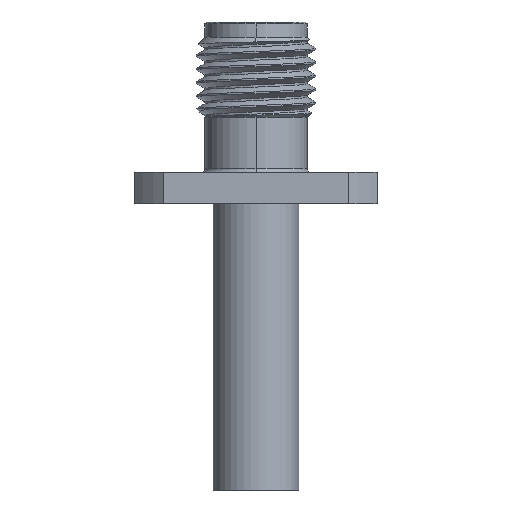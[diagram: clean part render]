
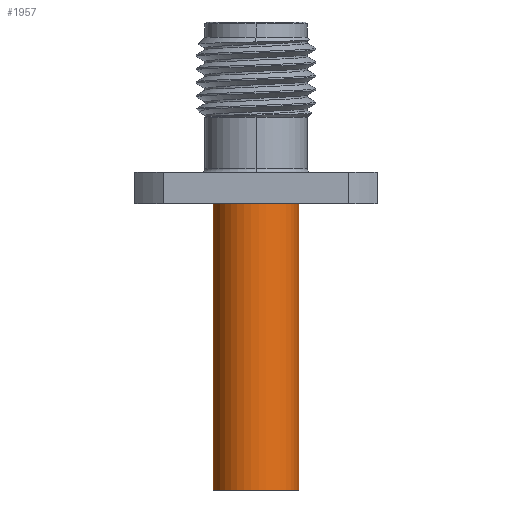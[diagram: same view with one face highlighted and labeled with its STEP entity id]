
A CAD part, left-side view. The second image highlights one B-rep face of the part: STEP entity #1957.
In plain terms, the highlighted cylindrical face has radius 2.25 mm (diameter 4.5 mm), a partial arc.
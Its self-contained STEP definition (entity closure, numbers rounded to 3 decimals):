
#46 = DIRECTION ( 'NONE',  ( -0.063, 0.998, 0. ) ) ;
#81 = CARTESIAN_POINT ( 'NONE',  ( 0., 0., -24.53 ) ) ;
#105 = VECTOR ( 'NONE', #868, 1000. ) ;
#265 = DIRECTION ( 'NONE',  ( 0., 0., -1. ) ) ;
#345 = AXIS2_PLACEMENT_3D ( 'NONE', #364, #1045, #2952 ) ;
#352 = CIRCLE ( 'NONE', #1967, 2.25 ) ;
#364 = CARTESIAN_POINT ( 'NONE',  ( 0., 0., -24.53 ) ) ;
#475 = CARTESIAN_POINT ( 'NONE',  ( -0.141, 2.246, -24.53 ) ) ;
#554 = EDGE_CURVE ( 'NONE', #1203, #2004, #1791, .T. ) ;
#721 = CARTESIAN_POINT ( 'NONE',  ( 0.141, -2.246, -24.53 ) ) ;
#868 = DIRECTION ( 'NONE',  ( 0., 0., 1. ) ) ;
#954 = LINE ( 'NONE', #721, #1661 ) ;
#980 = AXIS2_PLACEMENT_3D ( 'NONE', #81, #265, #1011 ) ;
#1011 = DIRECTION ( 'NONE',  ( -0.063, 0.998, 0. ) ) ;
#1028 = CARTESIAN_POINT ( 'NONE',  ( -0.141, 2.246, -9.53 ) ) ;
#1045 = DIRECTION ( 'NONE',  ( 0., 0., 1. ) ) ;
#1161 = VERTEX_POINT ( 'NONE', #1919 ) ;
#1203 = VERTEX_POINT ( 'NONE', #475 ) ;
#1290 = ORIENTED_EDGE ( 'NONE', *, *, #2538, .F. ) ;
#1302 = CYLINDRICAL_SURFACE ( 'NONE', #345, 2.25 ) ;
#1339 = ORIENTED_EDGE ( 'NONE', *, *, #2957, .T. ) ;
#1435 = DIRECTION ( 'NONE',  ( 0., 0., 1. ) ) ;
#1531 = ORIENTED_EDGE ( 'NONE', *, *, #554, .F. ) ;
#1653 = DIRECTION ( 'NONE',  ( 0., 0., -1. ) ) ;
#1661 = VECTOR ( 'NONE', #1435, 1000. ) ;
#1680 = ORIENTED_EDGE ( 'NONE', *, *, #1918, .T. ) ;
#1765 = CIRCLE ( 'NONE', #980, 2.25 ) ;
#1791 = LINE ( 'NONE', #2024, #105 ) ;
#1909 = VERTEX_POINT ( 'NONE', #2828 ) ;
#1918 = EDGE_CURVE ( 'NONE', #1161, #1909, #954, .T. ) ;
#1919 = CARTESIAN_POINT ( 'NONE',  ( 0.141, -2.246, -24.53 ) ) ;
#1930 = CARTESIAN_POINT ( 'NONE',  ( 0., 0., -9.53 ) ) ;
#1957 = ADVANCED_FACE ( 'NONE', ( #2708 ), #1302, .T. ) ;
#1967 = AXIS2_PLACEMENT_3D ( 'NONE', #1930, #1653, #46 ) ;
#2004 = VERTEX_POINT ( 'NONE', #1028 ) ;
#2024 = CARTESIAN_POINT ( 'NONE',  ( -0.141, 2.246, -24.53 ) ) ;
#2538 = EDGE_CURVE ( 'NONE', #1161, #1203, #1765, .T. ) ;
#2573 = EDGE_LOOP ( 'NONE', ( #1531, #1290, #1680, #1339 ) ) ;
#2708 = FACE_OUTER_BOUND ( 'NONE', #2573, .T. ) ;
#2828 = CARTESIAN_POINT ( 'NONE',  ( 0.141, -2.246, -9.53 ) ) ;
#2952 = DIRECTION ( 'NONE',  ( 0.063, -0.998, 0. ) ) ;
#2957 = EDGE_CURVE ( 'NONE', #1909, #2004, #352, .T. ) ;
